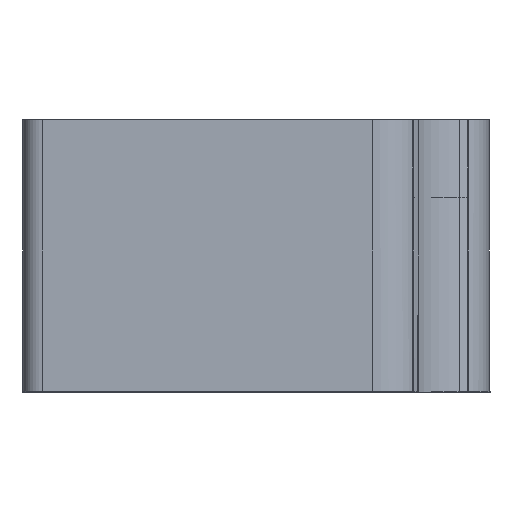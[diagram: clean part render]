
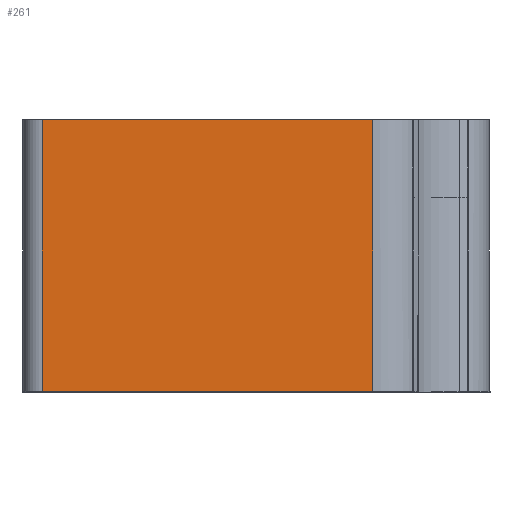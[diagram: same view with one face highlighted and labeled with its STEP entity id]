
A CAD part, front view. The second image highlights one B-rep face of the part: STEP entity #261.
In plain terms, the highlighted planar face has unit normal (0, -1, 0).
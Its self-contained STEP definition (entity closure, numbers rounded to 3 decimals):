
#261 = ADVANCED_FACE( '', ( #689 ), #690, .F. );
#689 = FACE_OUTER_BOUND( '', #1304, .T. );
#690 = PLANE( '', #1305 );
#1304 = EDGE_LOOP( '', ( #2049, #2050, #2051, #2052 ) );
#1305 = AXIS2_PLACEMENT_3D( '', #2053, #2054, #2055 );
#2049 = ORIENTED_EDGE( '', *, *, #3827, .T. );
#2050 = ORIENTED_EDGE( '', *, *, #3833, .T. );
#2051 = ORIENTED_EDGE( '', *, *, #3834, .F. );
#2052 = ORIENTED_EDGE( '', *, *, #3835, .T. );
#2053 = CARTESIAN_POINT( '', ( -2.4, -2.4, 2.8 ) );
#2054 = DIRECTION( '', ( 0., 1., 0. ) );
#2055 = DIRECTION( '', ( 0., 0., 1. ) );
#3827 = EDGE_CURVE( '', #4593, #4591, #4594, .T. );
#3833 = EDGE_CURVE( '', #4591, #4602, #4603, .F. );
#3834 = EDGE_CURVE( '', #4604, #4602, #4605, .T. );
#3835 = EDGE_CURVE( '', #4604, #4593, #4606, .T. );
#4591 = VERTEX_POINT( '', #5753 );
#4593 = VERTEX_POINT( '', #5755 );
#4594 = LINE( '', #5756, #5757 );
#4602 = VERTEX_POINT( '', #5767 );
#4603 = LINE( '', #5768, #5769 );
#4604 = VERTEX_POINT( '', #5770 );
#4605 = LINE( '', #5771, #5772 );
#4606 = LINE( '', #5773, #5774 );
#5753 = CARTESIAN_POINT( '', ( 1.2, -2.4, 0. ) );
#5755 = CARTESIAN_POINT( '', ( -2.2, -2.4, 0. ) );
#5756 = CARTESIAN_POINT( '', ( -2.4, -2.4, 0. ) );
#5757 = VECTOR( '', #7216, 1000. );
#5767 = CARTESIAN_POINT( '', ( 1.2, -2.4, 2.8 ) );
#5768 = CARTESIAN_POINT( '', ( 1.2, -2.4, 2.8 ) );
#5769 = VECTOR( '', #7225, 1000. );
#5770 = CARTESIAN_POINT( '', ( -2.2, -2.4, 2.8 ) );
#5771 = CARTESIAN_POINT( '', ( -2.4, -2.4, 2.8 ) );
#5772 = VECTOR( '', #7226, 1000. );
#5773 = CARTESIAN_POINT( '', ( -2.2, -2.4, 2.8 ) );
#5774 = VECTOR( '', #7227, 1000. );
#7216 = DIRECTION( '', ( 1., 0., 0. ) );
#7225 = DIRECTION( '', ( 0., 0., -1. ) );
#7226 = DIRECTION( '', ( 1., 0., 0. ) );
#7227 = DIRECTION( '', ( 0., 0., -1. ) );
